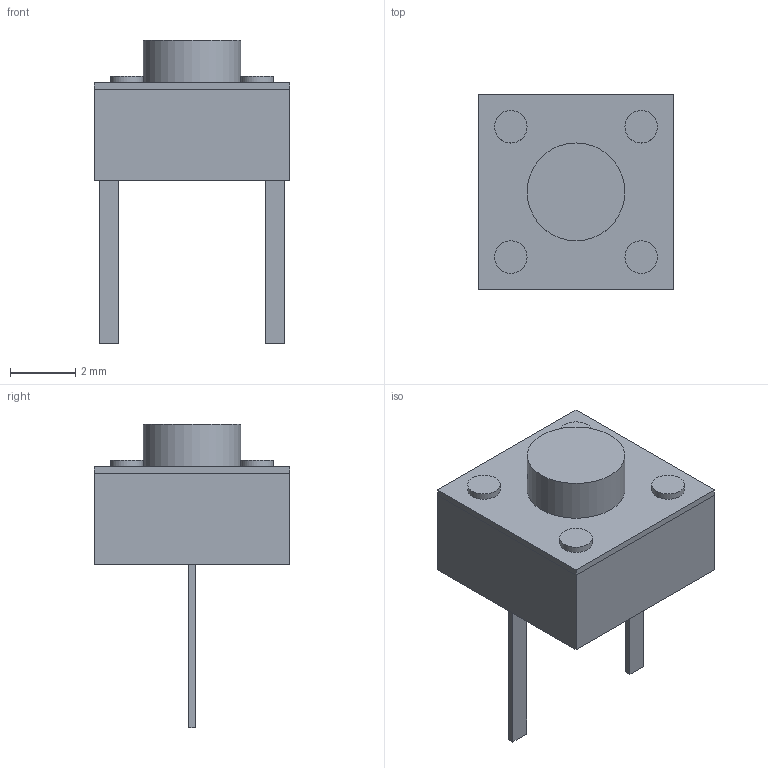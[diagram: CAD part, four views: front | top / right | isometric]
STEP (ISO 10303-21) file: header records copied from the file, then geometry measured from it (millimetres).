
FILE_DESCRIPTION(/* description */ (''),/* implementation_level */ '2;1');
FILE_NAME(/* name */ 'DTST-61R-V.step',/* time_stamp */ '2025-12-28T04:55:29+01:00',/* author */ (''),/* organization */ (''),/* preprocessor_version */ 'ST-DEVELOPER v20.1',/* originating_system */ 'Autodesk Translation Framework v14.17.0.0',/* authorisation */ '');
FILE_SCHEMA (('AUTOMOTIVE_DESIGN { 1 0 10303 214 3 1 1 }'));
Length unit declared in the file: millimetre
Products named in the file (1): (Unsaved)
Bounding box: 6 x 6 x 9.3 mm (x, y, z)
Volume: 119 mm3; surface area: 267.7 mm2
Topology: 9 solids, 9 shells, 39 faces, 63 edges, 42 vertices
Faces by surface type: plane 34, cylinder 5
Full cylindrical faces by diameter (mm): 1 x4, 3 x1
Entity records: 926 total; most frequent: DIRECTION 153, CARTESIAN_POINT 145, ORIENTED_EDGE 126, EDGE_CURVE 63, LINE 53, VECTOR 53, AXIS2_PLACEMENT_3D 50, VERTEX_POINT 42
